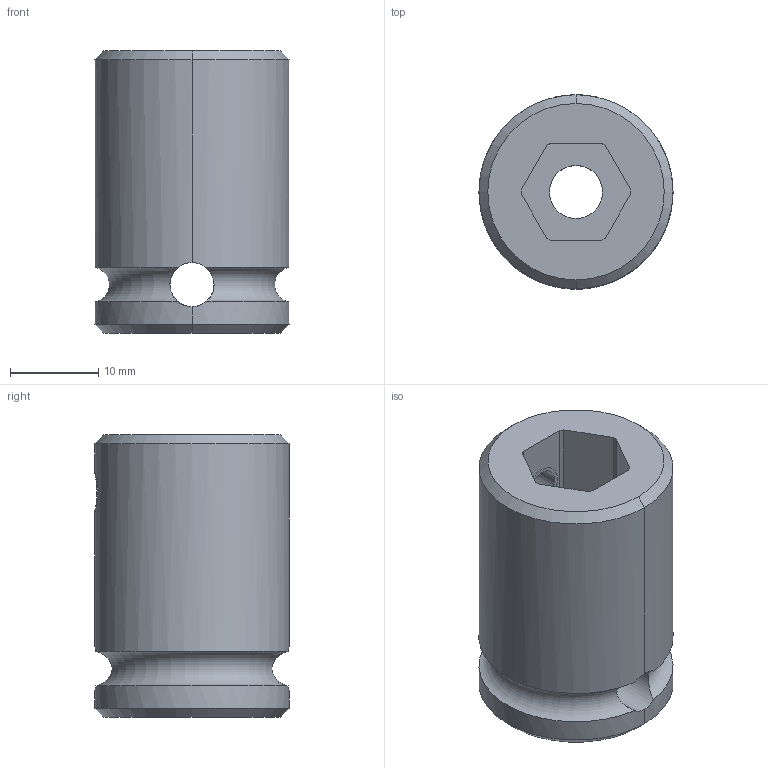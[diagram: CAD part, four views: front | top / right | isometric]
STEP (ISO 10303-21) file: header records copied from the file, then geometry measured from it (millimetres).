
FILE_DESCRIPTION((''),'2;1');
FILE_NAME('4027123510_ASM','2023-09-01T08:32:15',('a00565553'),(''),'CREO PARAMETRIC BY PTC INC, 2022414','CREO PARAMETRIC BY PTC INC, 2022414','');
FILE_SCHEMA(('CONFIG_CONTROL_DESIGN','GEOMETRIC_VALIDATION_PROPERTIES_MIM'));
Length unit declared in the file: millimetre
Products named in the file (2): 4027123510_PART; 4027123510_ASM
Assembly tree (1 placements, depth 2):
  4027123510_ASM
    4027123510_PART
Bounding box: 22 x 22 x 32 mm (x, y, z)
Volume: 8869.6 mm3; surface area: 4149.2 mm2
Topology: 1 solids, 2 shells, 52 faces, 143 edges, 92 vertices
Faces by surface type: cylinder 24, plane 18, cone 8, torus 2
Entity records: 2020 total; most frequent: CARTESIAN_POINT 525, ORIENTED_EDGE 280, DIRECTION 273, EDGE_CURVE 143, AXIS2_PLACEMENT_3D 105, VERTEX_POINT 92, VECTOR 63, LINE 63
